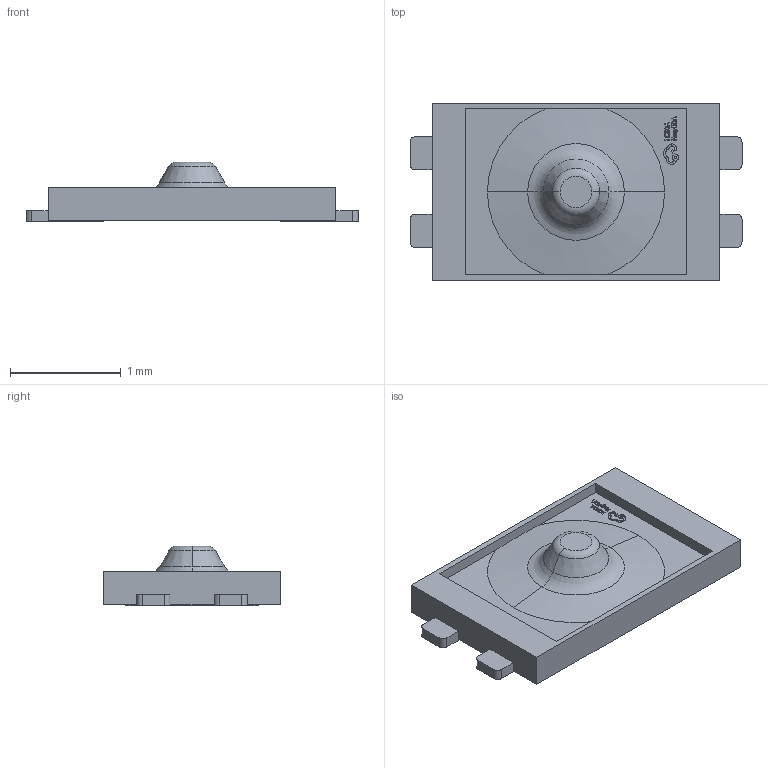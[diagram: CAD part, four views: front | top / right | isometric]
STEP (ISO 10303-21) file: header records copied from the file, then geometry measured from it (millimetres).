
FILE_DESCRIPTION(('FreeCAD Model'),'2;1');
FILE_NAME('Open CASCADE Shape Model','2025-11-23T19:25:55',(''),(''), 'Open CASCADE STEP processor 7.9','FreeCAD','Unknown');
FILE_SCHEMA(('AUTOMOTIVE_DESIGN { 1 0 10303 214 1 1 1 1 }'));
Length unit declared in the file: millimetre
Products named in the file (1): KEY-SMD_4P-L2.6-W1.6-P0.80-LS3.0~KEY-SMD_
4P-L2.6-W1.6-H0.5-LS3.0-P0.75~OPqX
Bounding box: 3 x 1.6 x 0.54 mm (x, y, z)
Volume: 1.1 mm3; surface area: 12.5 mm2
Topology: 1 solids, 1 shells, 356 faces, 975 edges, 648 vertices
Faces by surface type: plane 216, bspline 112, cylinder 20, torus 4, cone 4
Entity records: 14897 total; most frequent: CARTESIAN_POINT 4090, ORIENTED_EDGE 1950, DIRECTION 1291, EDGE_CURVE 975, LINE 689, VECTOR 689, VERTEX_POINT 648, FACE_BOUND 383
